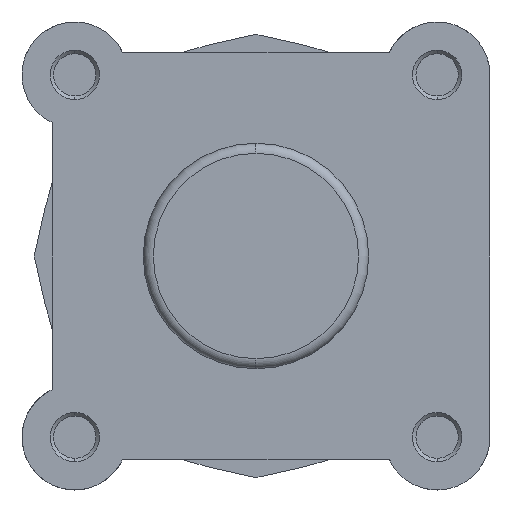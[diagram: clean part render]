
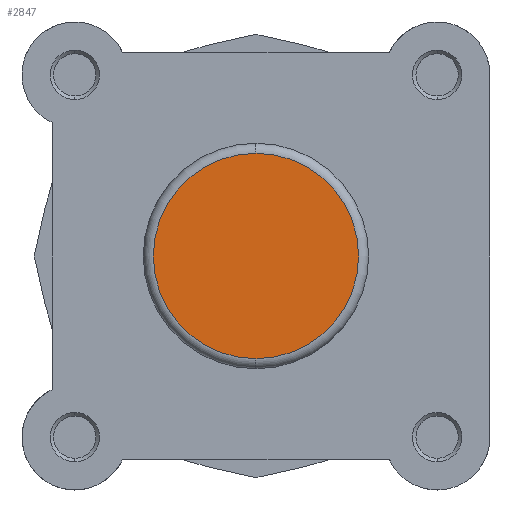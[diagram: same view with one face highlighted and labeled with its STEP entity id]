
A CAD part, left-side view. The second image highlights one B-rep face of the part: STEP entity #2847.
In plain terms, the highlighted planar face has unit normal (-1, 0, 0).
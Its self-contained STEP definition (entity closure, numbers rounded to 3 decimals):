
#891 = ORIENTED_EDGE ( 'NONE', *, *, #1132, .T. ) ;
#892 = ORIENTED_EDGE ( 'NONE', *, *, #1172, .T. ) ;
#954 = EDGE_LOOP ( 'NONE', ( #892, #891 ) ) ;
#1132 = EDGE_CURVE ( 'NONE', #5482, #5481, #3178, .T. ) ;
#1172 = EDGE_CURVE ( 'NONE', #5481, #5482, #3228, .T. ) ;
#1469 = AXIS2_PLACEMENT_3D ( 'NONE', #4225, #4226, #4227 ) ;
#1486 = AXIS2_PLACEMENT_3D ( 'NONE', #4334, #4336, #4337 ) ;
#1605 = AXIS2_PLACEMENT_3D ( 'NONE', #4810, #4820, #4821 ) ;
#2132 = CARTESIAN_POINT ( 'NONE',  ( 0., 0., -20.4 ) ) ;
#2133 = CARTESIAN_POINT ( 'NONE',  ( 0., 0., 20.4 ) ) ;
#2847 = ADVANCED_FACE ( 'NONE', ( #3476 ), #4807, .F. ) ;
#3178 = CIRCLE ( 'NONE', #1469, 20.4 ) ;
#3228 = CIRCLE ( 'NONE', #1486, 20.4 ) ;
#3476 = FACE_OUTER_BOUND ( 'NONE', #954, .T. ) ;
#4225 = CARTESIAN_POINT ( 'NONE',  ( 0., 0., 0. ) ) ;
#4226 = DIRECTION ( 'NONE',  ( -1., 0., 0. ) ) ;
#4227 = DIRECTION ( 'NONE',  ( 0., 0., -1. ) ) ;
#4334 = CARTESIAN_POINT ( 'NONE',  ( 0., 0., 0. ) ) ;
#4336 = DIRECTION ( 'NONE',  ( -1., 0., 0. ) ) ;
#4337 = DIRECTION ( 'NONE',  ( 0., 0., -1. ) ) ;
#4807 = PLANE ( 'NONE',  #1605 ) ;
#4810 = CARTESIAN_POINT ( 'NONE',  ( 0., 0., 0. ) ) ;
#4820 = DIRECTION ( 'NONE',  ( 1., 0., 0. ) ) ;
#4821 = DIRECTION ( 'NONE',  ( 0., 0., -1. ) ) ;
#5481 = VERTEX_POINT ( 'NONE', #2132 ) ;
#5482 = VERTEX_POINT ( 'NONE', #2133 ) ;
